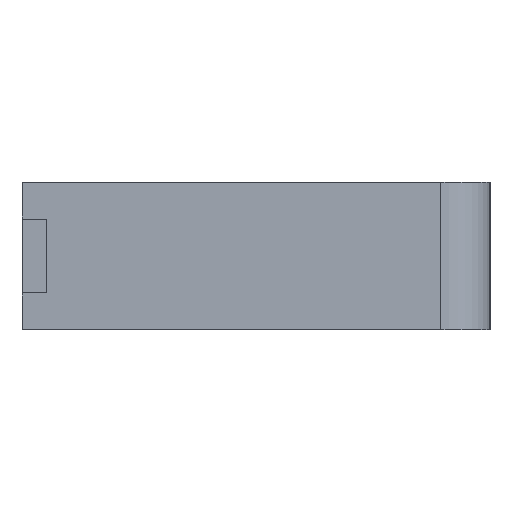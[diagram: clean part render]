
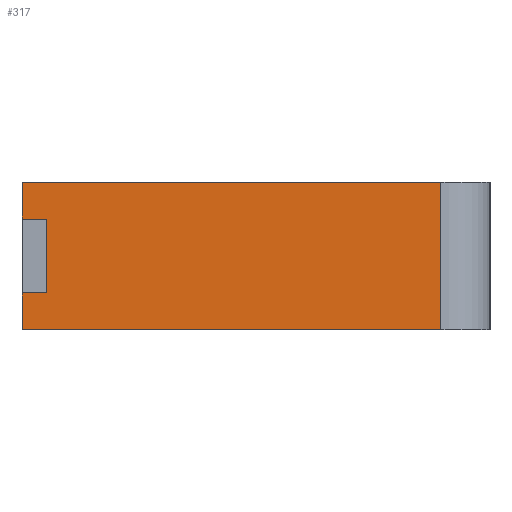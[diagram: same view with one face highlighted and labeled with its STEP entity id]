
A CAD part, left-side view. The second image highlights one B-rep face of the part: STEP entity #317.
In plain terms, the highlighted planar face has unit normal (-1, 0, 0).
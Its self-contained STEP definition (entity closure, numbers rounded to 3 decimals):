
#69 = DIRECTION ( 'NONE',  ( 0., 0., -1. ) ) ;
#124 = VERTEX_POINT ( 'NONE', #338 ) ;
#317 = ADVANCED_FACE ( 'NONE', ( #4128 ), #6860, .F. ) ;
#322 = ORIENTED_EDGE ( 'NONE', *, *, #751, .F. ) ;
#338 = CARTESIAN_POINT ( 'NONE',  ( -17., 8.5, 1.5 ) ) ;
#652 = VERTEX_POINT ( 'NONE', #1234 ) ;
#668 = CARTESIAN_POINT ( 'NONE',  ( -17., 9.5, -1.5 ) ) ;
#751 = EDGE_CURVE ( 'NONE', #3567, #4896, #2164, .T. ) ;
#826 = ORIENTED_EDGE ( 'NONE', *, *, #3417, .T. ) ;
#942 = VECTOR ( 'NONE', #6372, 1000. ) ;
#1234 = CARTESIAN_POINT ( 'NONE',  ( -17., 8.5, -1.5 ) ) ;
#1508 = LINE ( 'NONE', #6812, #1802 ) ;
#1623 = LINE ( 'NONE', #2728, #5164 ) ;
#1671 = CARTESIAN_POINT ( 'NONE',  ( -17., -7.5, 3. ) ) ;
#1732 = EDGE_CURVE ( 'NONE', #2913, #4029, #4341, .T. ) ;
#1802 = VECTOR ( 'NONE', #5785, 1000. ) ;
#2019 = VECTOR ( 'NONE', #6206, 1000. ) ;
#2106 = CARTESIAN_POINT ( 'NONE',  ( -17., 9.5, 3. ) ) ;
#2126 = VERTEX_POINT ( 'NONE', #3689 ) ;
#2164 = LINE ( 'NONE', #3166, #2319 ) ;
#2215 = CARTESIAN_POINT ( 'NONE',  ( -17., 9.5, -3. ) ) ;
#2319 = VECTOR ( 'NONE', #5329, 1000. ) ;
#2404 = ORIENTED_EDGE ( 'NONE', *, *, #1732, .T. ) ;
#2439 = ORIENTED_EDGE ( 'NONE', *, *, #3809, .T. ) ;
#2453 = CARTESIAN_POINT ( 'NONE',  ( -17., 9.5, 1.5 ) ) ;
#2504 = VECTOR ( 'NONE', #69, 1000. ) ;
#2653 = VECTOR ( 'NONE', #2698, 1000. ) ;
#2698 = DIRECTION ( 'NONE',  ( 0., -1., 0. ) ) ;
#2728 = CARTESIAN_POINT ( 'NONE',  ( -17., 8.5, 3. ) ) ;
#2783 = ORIENTED_EDGE ( 'NONE', *, *, #5823, .T. ) ;
#2913 = VERTEX_POINT ( 'NONE', #6504 ) ;
#3140 = ORIENTED_EDGE ( 'NONE', *, *, #5858, .T. ) ;
#3166 = CARTESIAN_POINT ( 'NONE',  ( -17., 9.5, 3. ) ) ;
#3241 = LINE ( 'NONE', #668, #942 ) ;
#3326 = DIRECTION ( 'NONE',  ( 0., 0., 1. ) ) ;
#3417 = EDGE_CURVE ( 'NONE', #3568, #124, #4546, .T. ) ;
#3567 = VERTEX_POINT ( 'NONE', #2106 ) ;
#3568 = VERTEX_POINT ( 'NONE', #6340 ) ;
#3643 = EDGE_LOOP ( 'NONE', ( #2404, #4159, #322, #3140, #826, #2783, #5725, #2439 ) ) ;
#3666 = CARTESIAN_POINT ( 'NONE',  ( -17., 9.5, 3. ) ) ;
#3689 = CARTESIAN_POINT ( 'NONE',  ( -17., 9.5, -1.5 ) ) ;
#3730 = DIRECTION ( 'NONE',  ( 0., 0., -1. ) ) ;
#3809 = EDGE_CURVE ( 'NONE', #2126, #2913, #1508, .T. ) ;
#4029 = VERTEX_POINT ( 'NONE', #6725 ) ;
#4128 = FACE_OUTER_BOUND ( 'NONE', #3643, .T. ) ;
#4159 = ORIENTED_EDGE ( 'NONE', *, *, #4953, .T. ) ;
#4260 = LINE ( 'NONE', #4364, #2504 ) ;
#4341 = LINE ( 'NONE', #2215, #2653 ) ;
#4364 = CARTESIAN_POINT ( 'NONE',  ( -17., 9.5, 3. ) ) ;
#4546 = LINE ( 'NONE', #2453, #2019 ) ;
#4896 = VERTEX_POINT ( 'NONE', #5352 ) ;
#4953 = EDGE_CURVE ( 'NONE', #4029, #4896, #5973, .T. ) ;
#5164 = VECTOR ( 'NONE', #3730, 1000. ) ;
#5329 = DIRECTION ( 'NONE',  ( 0., -1., 0. ) ) ;
#5352 = CARTESIAN_POINT ( 'NONE',  ( -17., -7.5, 3. ) ) ;
#5725 = ORIENTED_EDGE ( 'NONE', *, *, #5801, .T. ) ;
#5785 = DIRECTION ( 'NONE',  ( 0., 0., -1. ) ) ;
#5801 = EDGE_CURVE ( 'NONE', #652, #2126, #3241, .T. ) ;
#5823 = EDGE_CURVE ( 'NONE', #124, #652, #1623, .T. ) ;
#5858 = EDGE_CURVE ( 'NONE', #3567, #3568, #4260, .T. ) ;
#5973 = LINE ( 'NONE', #1671, #6253 ) ;
#6206 = DIRECTION ( 'NONE',  ( 0., -1., 0. ) ) ;
#6253 = VECTOR ( 'NONE', #3326, 1000. ) ;
#6340 = CARTESIAN_POINT ( 'NONE',  ( -17., 9.5, 1.5 ) ) ;
#6372 = DIRECTION ( 'NONE',  ( 0., 1., 0. ) ) ;
#6504 = CARTESIAN_POINT ( 'NONE',  ( -17., 9.5, -3. ) ) ;
#6725 = CARTESIAN_POINT ( 'NONE',  ( -17., -7.5, -3. ) ) ;
#6726 = DIRECTION ( 'NONE',  ( 1., 0., 0. ) ) ;
#6812 = CARTESIAN_POINT ( 'NONE',  ( -17., 9.5, 3. ) ) ;
#6829 = DIRECTION ( 'NONE',  ( 0., 1., 0. ) ) ;
#6860 = PLANE ( 'NONE',  #6862 ) ;
#6862 = AXIS2_PLACEMENT_3D ( 'NONE', #3666, #6726, #6829 ) ;
